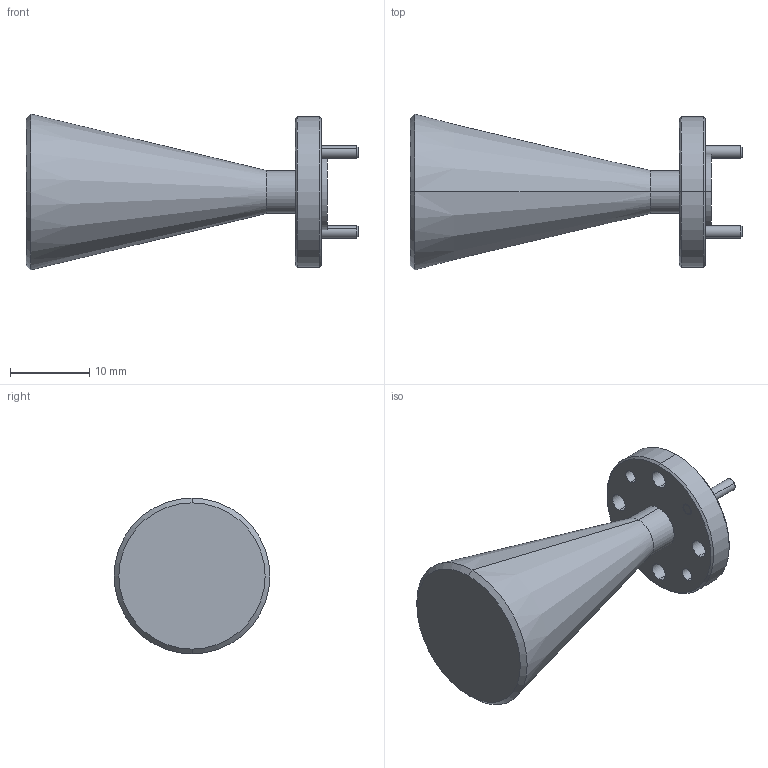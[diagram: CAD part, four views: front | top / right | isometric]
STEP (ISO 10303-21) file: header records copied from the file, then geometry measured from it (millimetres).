
FILE_DESCRIPTION (( 'STEP AP203' ), '1' );
FILE_NAME ('SAC-2309-08-S2.STEP', '2019-02-07T17:17:15', ( '' ), ( '' ), 'SwSTEP 2.0', 'SolidWorks 2016', '' );
FILE_SCHEMA (( 'CONFIG_CONTROL_DESIGN' ));
Length unit declared in the file: inch
Products named in the file (1): SAC-2309-08-S2
Bounding box: 41.97 x 19.72 x 19.72 mm (x, y, z)
Volume: 5285.4 mm3; surface area: 2547.2 mm2
Topology: 3 solids, 3 shells, 75 faces, 162 edges, 100 vertices
Faces by surface type: cylinder 34, cone 24, plane 17
Entity records: 2163 total; most frequent: DIRECTION 406, CARTESIAN_POINT 338, ORIENTED_EDGE 324, AXIS2_PLACEMENT_3D 168, EDGE_CURVE 162, VERTEX_POINT 100, EDGE_LOOP 98, CIRCLE 92
